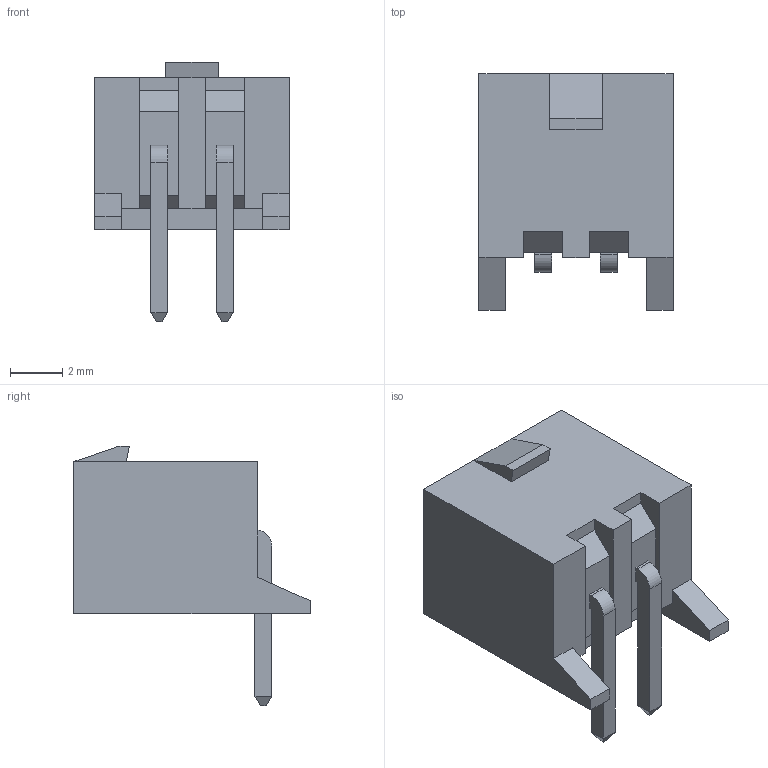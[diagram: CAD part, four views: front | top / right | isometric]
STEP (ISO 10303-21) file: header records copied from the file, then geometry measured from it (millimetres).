
FILE_DESCRIPTION (( 'STEP AP214' ), '1' );
FILE_NAME ('EEBFD085-B782-4D24-BDAE-B67D13488F68.STEP', '2023-05-22T23:47:24', ( '' ), ( '' ), 'SwSTEP 2.0', 'SolidWorks 2022', '' );
FILE_SCHEMA (( 'AUTOMOTIVE_DESIGN' ));
Length unit declared in the file: millimetre
Products named in the file (1): EEBFD085-B782-4D24-BDAE-B67D13488F68
Bounding box: 7.4 x 9 x 9.89 mm (x, y, z)
Volume: 182 mm3; surface area: 444.1 mm2
Topology: 1 solids, 1 shells, 84 faces, 209 edges, 132 vertices
Faces by surface type: plane 82, cylinder 2
Entity records: 2917 total; most frequent: CARTESIAN_POINT 426, ORIENTED_EDGE 418, DIRECTION 383, EDGE_CURVE 209, VECTOR 205, LINE 205, VERTEX_POINT 132, AXIS2_PLACEMENT_3D 89
